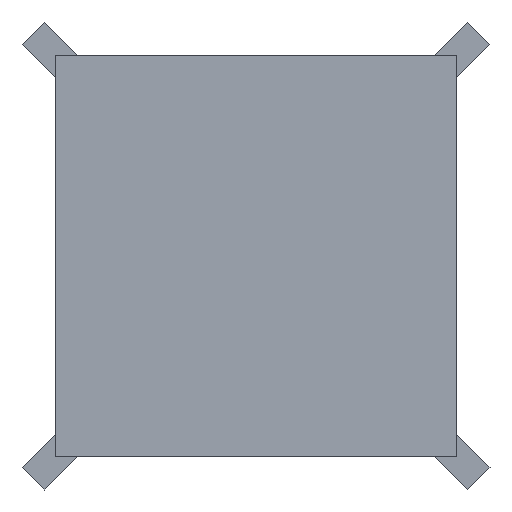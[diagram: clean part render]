
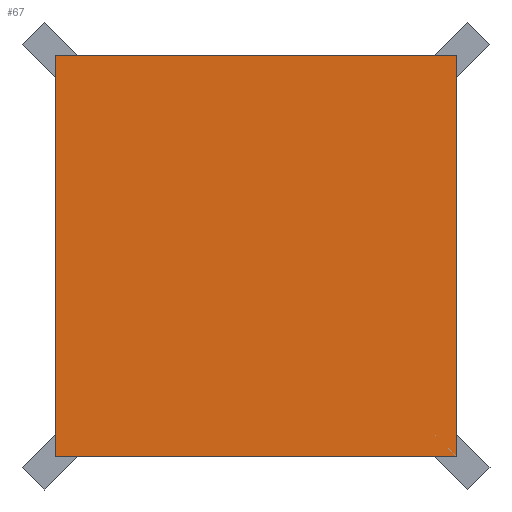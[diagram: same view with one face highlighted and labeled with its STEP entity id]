
A CAD part, front view. The second image highlights one B-rep face of the part: STEP entity #67.
In plain terms, the highlighted planar face has unit normal (0, -1, 0).
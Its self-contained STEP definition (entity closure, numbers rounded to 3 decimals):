
#67=ADVANCED_FACE('NONE',(#107),#108,.T.);
#107=FACE_OUTER_BOUND('',#173,.T.);
#108=PLANE('',#174);
#173=EDGE_LOOP('',(#264,#265,#266,#267));
#174=AXIS2_PLACEMENT_3D('',#268,#269,#270);
#264=ORIENTED_EDGE('',*,*,#479,.F.);
#265=ORIENTED_EDGE('',*,*,#489,.F.);
#266=ORIENTED_EDGE('',*,*,#486,.F.);
#267=ORIENTED_EDGE('',*,*,#483,.F.);
#268=CARTESIAN_POINT('',(-225.,0.0,225.0));
#269=DIRECTION('',(0.0,-1.0,0.0));
#270=DIRECTION('',(0.0,0.0,-1.0));
#479=EDGE_CURVE('',#556,#557,#558,.T.);
#483=EDGE_CURVE('',#557,#564,#565,.T.);
#486=EDGE_CURVE('',#564,#569,#570,.T.);
#489=EDGE_CURVE('',#569,#556,#574,.T.);
#556=VERTEX_POINT('',#680);
#557=VERTEX_POINT('',#681);
#558=LINE('',#682,#683);
#564=VERTEX_POINT('',#692);
#565=LINE('',#693,#694);
#569=VERTEX_POINT('',#700);
#570=LINE('',#701,#702);
#574=LINE('',#708,#709);
#680=CARTESIAN_POINT('',(-225.,0.0,-225.0));
#681=CARTESIAN_POINT('',(-225.,0.0,225.0));
#682=CARTESIAN_POINT('',(-225.,0.0,-225.0));
#683=VECTOR('',#880,1.0);
#692=CARTESIAN_POINT('',(225.,0.0,225.0));
#693=CARTESIAN_POINT('',(-225.,0.0,225.0));
#694=VECTOR('',#884,1.0);
#700=CARTESIAN_POINT('',(225.,0.0,-225.0));
#701=CARTESIAN_POINT('',(225.,0.0,225.0));
#702=VECTOR('',#887,1.0);
#708=CARTESIAN_POINT('',(225.,0.0,-225.0));
#709=VECTOR('',#890,1.0);
#880=DIRECTION('',(0.,0.0,1.0));
#884=DIRECTION('',(1.0,0.0,0.0));
#887=DIRECTION('',(0.,0.0,-1.0));
#890=DIRECTION('',(-1.0,0.0,0.));
